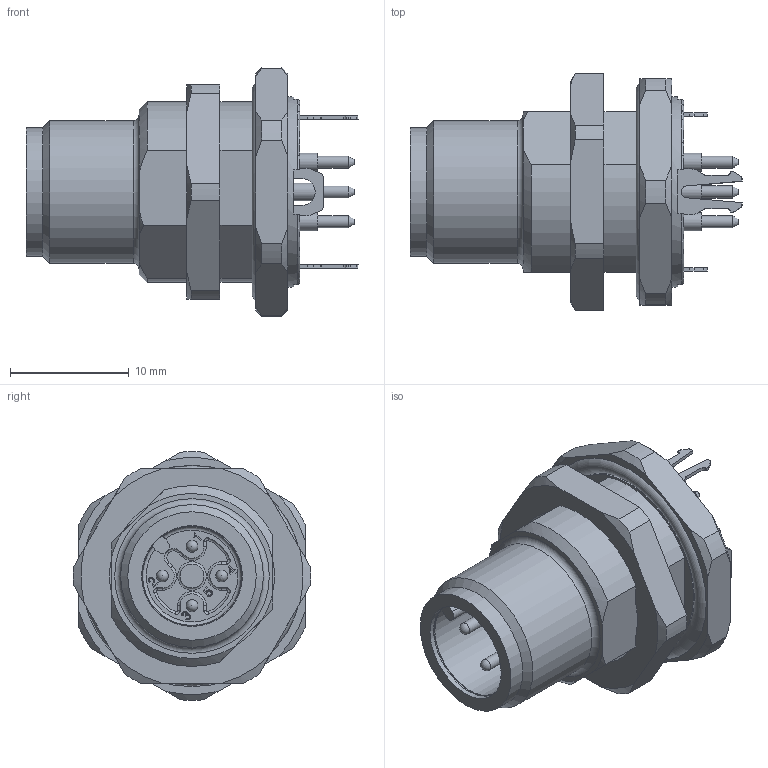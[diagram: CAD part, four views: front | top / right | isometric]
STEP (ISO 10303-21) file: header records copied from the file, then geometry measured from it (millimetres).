
FILE_DESCRIPTION(/* description */ (''),/* implementation_level */ '2;1');
FILE_NAME(/* name */ 'AL-FHM12SSA4-P_Pg9.stp',/* time_stamp */ '2018-07-05T11:03:19+02:00',/* author */ (''),/* organization */ (''),/* preprocessor_version */ 'ST-DEVELOPER v16',/* originating_system */ 'SIEMENS PLM Software NX 10.0',/* authorisation */ '');
FILE_SCHEMA (('AUTOMOTIVE_DESIGN { 1 0 10303 214 3 1 1 1 }'));
Length unit declared in the file: millimetre
Products named in the file (1): v.sh064030B7dqty
Bounding box: 27.9 x 19.99 x 20.89 mm (x, y, z)
Volume: 3509.1 mm3; surface area: 2823.8 mm2
Topology: 2 solids, 10 shells, 388 faces, 1074 edges, 708 vertices
Faces by surface type: plane 170, cylinder 118, cone 37, extrusion 32, torus 21, bspline 6, sphere 4
Full cylindrical faces by diameter (mm): 1 x12, 1.1 x4, 1.15 x8, 1.5 x4, 2 x1, 8.4 x1, 10.8 x1, 12 x1, 15.6 x1, 16 x1
Entity records: 12753 total; most frequent: CARTESIAN_POINT 3270, ORIENTED_EDGE 1962, DIRECTION 1821, EDGE_CURVE 981, VERTEX_POINT 673, AXIS2_PLACEMENT_3D 657, VECTOR 507, EDGE_LOOP 475
